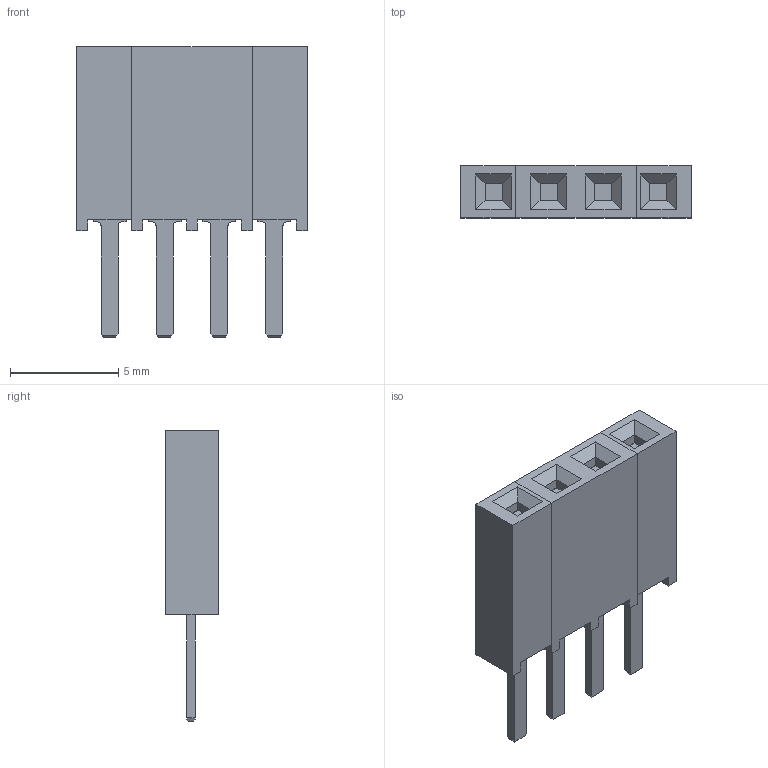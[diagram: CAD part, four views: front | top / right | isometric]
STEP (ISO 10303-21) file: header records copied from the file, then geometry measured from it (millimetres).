
FILE_DESCRIPTION((''),'2;1');
FILE_NAME('SAMTEC_SSW-104-02-L-S.stp','2012-01-30T11:32:19',(''),(''),'Mechanical Desktop 2011','Mechanical Desktop 2011',', , ');
FILE_SCHEMA(('AUTOMOTIVE_DESIGN { 1 2 10303 214 1 1 1 1 }'));
Length unit declared in the file: millimetre
Products named in the file (1): Product
Bounding box: 10.67 x 2.41 x 13.44 mm (x, y, z)
Volume: 224.6 mm3; surface area: 732.4 mm2
Topology: 11 solids, 11 shells, 258 faces, 672 edges, 432 vertices
Faces by surface type: plane 203, bspline 47, cylinder 8
Entity records: 7753 total; most frequent: CARTESIAN_POINT 1504, ORIENTED_EDGE 1344, DIRECTION 1112, EDGE_CURVE 672, VECTOR 656, LINE 656, VERTEX_POINT 432, EDGE_LOOP 262
